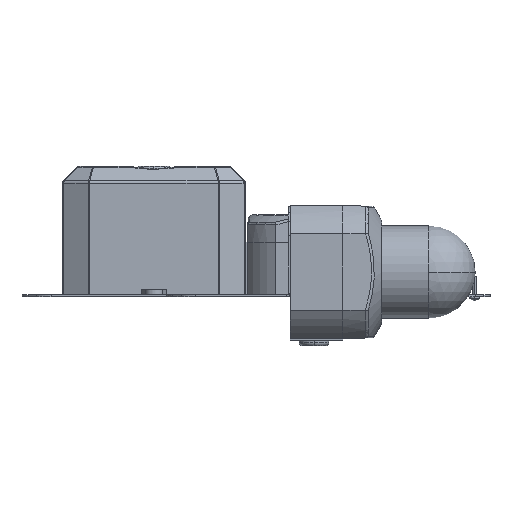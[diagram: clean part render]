
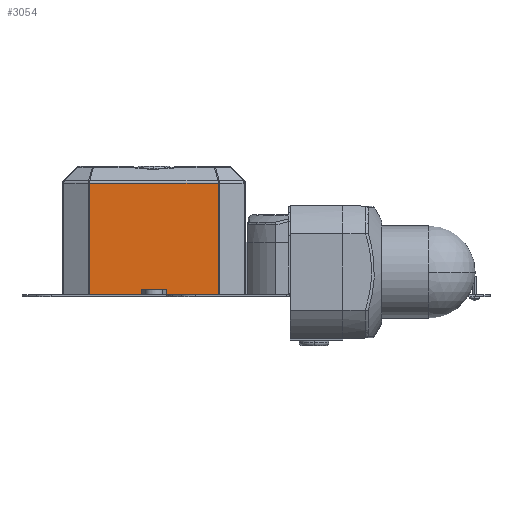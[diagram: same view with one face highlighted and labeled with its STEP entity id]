
A CAD part, left-side view. The second image highlights one B-rep face of the part: STEP entity #3054.
In plain terms, the highlighted planar face has unit normal (-1, 0, 0).
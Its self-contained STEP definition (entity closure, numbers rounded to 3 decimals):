
#241 = CARTESIAN_POINT ( 'NONE',  ( -65., 109.979, 108.757 ) ) ;
#302 = PLANE ( 'NONE',  #4609 ) ;
#549 = CARTESIAN_POINT ( 'NONE',  ( -65., 109.979, 0. ) ) ;
#1007 = ORIENTED_EDGE ( 'NONE', *, *, #7709, .T. ) ;
#1025 = CARTESIAN_POINT ( 'NONE',  ( -65., 110.783, 108.757 ) ) ;
#1144 = CARTESIAN_POINT ( 'NONE',  ( -65., 34.963, 5. ) ) ;
#1571 = VECTOR ( 'NONE', #4645, 1000. ) ;
#1597 = VECTOR ( 'NONE', #11314, 1000. ) ;
#1629 = DIRECTION ( 'NONE',  ( 0., 0., -1. ) ) ;
#1684 = CARTESIAN_POINT ( 'NONE',  ( -65., -15.052, 108.757 ) ) ;
#1794 = VECTOR ( 'NONE', #6978, 1000. ) ;
#1871 = DIRECTION ( 'NONE',  ( 0., -1., 0. ) ) ;
#2056 = EDGE_CURVE ( 'Defeatured_0_72+Defeatured_0_23+Defeatured_0_139+Defeatured_0_96', #3816, #9680, #4575, .T. ) ;
#2211 = VECTOR ( 'NONE', #6908, 1000. ) ;
#2476 = CARTESIAN_POINT ( 'NONE',  ( -65., 109.979, 0. ) ) ;
#2525 = EDGE_CURVE ( 'Defeatured_0_72+Defeatured_0_116+Defeatured_0_143+Defeatured_0_139', #8530, #3029, #10040, .T. ) ;
#2556 = VERTEX_POINT ( 'NONE', #1144 ) ;
#2562 = CARTESIAN_POINT ( 'NONE',  ( -65., 59.963, 0. ) ) ;
#3029 = VERTEX_POINT ( 'NONE', #241 ) ;
#3054 = ADVANCED_FACE ( 'Defeatured_0_72', ( #8422 ), #302, .F. ) ;
#3261 = CARTESIAN_POINT ( 'NONE',  ( -65., -15.052, 108.757 ) ) ;
#3300 = CARTESIAN_POINT ( 'NONE',  ( -65., 34.963, 5. ) ) ;
#3368 = CARTESIAN_POINT ( 'NONE',  ( -65., 59.963, 5. ) ) ;
#3816 = VERTEX_POINT ( 'NONE', #549 ) ;
#3917 = CARTESIAN_POINT ( 'NONE',  ( -65., 136.763, 125. ) ) ;
#4079 = LINE ( 'NONE', #7691, #1597 ) ;
#4179 = EDGE_CURVE ( 'Defeatured_0_96+Defeatured_0_72+Defeatured_0_97+Defeatured_0_23', #8918, #9680, #6127, .T. ) ;
#4251 = VERTEX_POINT ( 'NONE', #9928 ) ;
#4274 = ORIENTED_EDGE ( 'NONE', *, *, #5709, .T. ) ;
#4575 = LINE ( 'NONE', #9999, #8369 ) ;
#4609 = AXIS2_PLACEMENT_3D ( 'NONE', #3917, #7524, #11151 ) ;
#4645 = DIRECTION ( 'NONE',  ( 0., 1., 0. ) ) ;
#5022 = VECTOR ( 'NONE', #5300, 1000. ) ;
#5300 = DIRECTION ( 'NONE',  ( 0., 0., 1. ) ) ;
#5452 = EDGE_CURVE ( 'Defeatured_0_72+Defeatured_0_23+Defeatured_0_95+Defeatured_0_143', #6283, #4251, #4079, .T. ) ;
#5709 = EDGE_CURVE ( 'Defeatured_0_72+Defeatured_0_97+Defeatured_0_96+Defeatured_0_95', #8918, #2556, #11493, .T. ) ;
#5711 = EDGE_CURVE ( 'Defeatured_0_72+Defeatured_0_139+Defeatured_0_116+Defeatured_0_23', #3029, #3816, #10599, .T. ) ;
#6089 = DIRECTION ( 'NONE',  ( 0., 0., -1. ) ) ;
#6127 = LINE ( 'NONE', #9749, #10497 ) ;
#6283 = VERTEX_POINT ( 'NONE', #10174 ) ;
#6323 = ORIENTED_EDGE ( 'NONE', *, *, #2525, .T. ) ;
#6550 = EDGE_CURVE ( 'Defeatured_0_72+Defeatured_0_143+Defeatured_0_23+Defeatured_0_116', #4251, #8530, #9806, .T. ) ;
#6908 = DIRECTION ( 'NONE',  ( 0., 0., -1. ) ) ;
#6978 = DIRECTION ( 'NONE',  ( 0., -1., 0. ) ) ;
#7524 = DIRECTION ( 'NONE',  ( 1., 0., 0. ) ) ;
#7691 = CARTESIAN_POINT ( 'NONE',  ( -65., 136.763, 0. ) ) ;
#7709 = EDGE_CURVE ( 'Defeatured_0_72+Defeatured_0_95+Defeatured_0_97+Defeatured_0_23', #2556, #6283, #11422, .T. ) ;
#8043 = CARTESIAN_POINT ( 'NONE',  ( -65., 59.963, 5. ) ) ;
#8251 = ORIENTED_EDGE ( 'NONE', *, *, #5452, .T. ) ;
#8369 = VECTOR ( 'NONE', #1871, 1000. ) ;
#8418 = VECTOR ( 'NONE', #6089, 1000. ) ;
#8422 = FACE_OUTER_BOUND ( 'NONE', #8535, .T. ) ;
#8530 = VERTEX_POINT ( 'NONE', #3261 ) ;
#8535 = EDGE_LOOP ( 'NONE', ( #6323, #8764, #10011, #9071, #4274, #1007, #8251, #8796 ) ) ;
#8764 = ORIENTED_EDGE ( 'NONE', *, *, #5711, .T. ) ;
#8796 = ORIENTED_EDGE ( 'NONE', *, *, #6550, .T. ) ;
#8918 = VERTEX_POINT ( 'NONE', #8043 ) ;
#9071 = ORIENTED_EDGE ( 'NONE', *, *, #4179, .F. ) ;
#9680 = VERTEX_POINT ( 'NONE', #2562 ) ;
#9749 = CARTESIAN_POINT ( 'NONE',  ( -65., 59.963, 5. ) ) ;
#9806 = LINE ( 'NONE', #1684, #5022 ) ;
#9928 = CARTESIAN_POINT ( 'NONE',  ( -65., -15.052, 0. ) ) ;
#9999 = CARTESIAN_POINT ( 'NONE',  ( -65., 136.763, 0. ) ) ;
#10011 = ORIENTED_EDGE ( 'NONE', *, *, #2056, .T. ) ;
#10040 = LINE ( 'NONE', #1025, #1571 ) ;
#10174 = CARTESIAN_POINT ( 'NONE',  ( -65., 34.963, 0. ) ) ;
#10497 = VECTOR ( 'NONE', #1629, 1000. ) ;
#10599 = LINE ( 'NONE', #2476, #8418 ) ;
#11151 = DIRECTION ( 'NONE',  ( 0., 1., 0. ) ) ;
#11314 = DIRECTION ( 'NONE',  ( 0., -1., 0. ) ) ;
#11422 = LINE ( 'NONE', #3300, #2211 ) ;
#11493 = LINE ( 'NONE', #3368, #1794 ) ;
